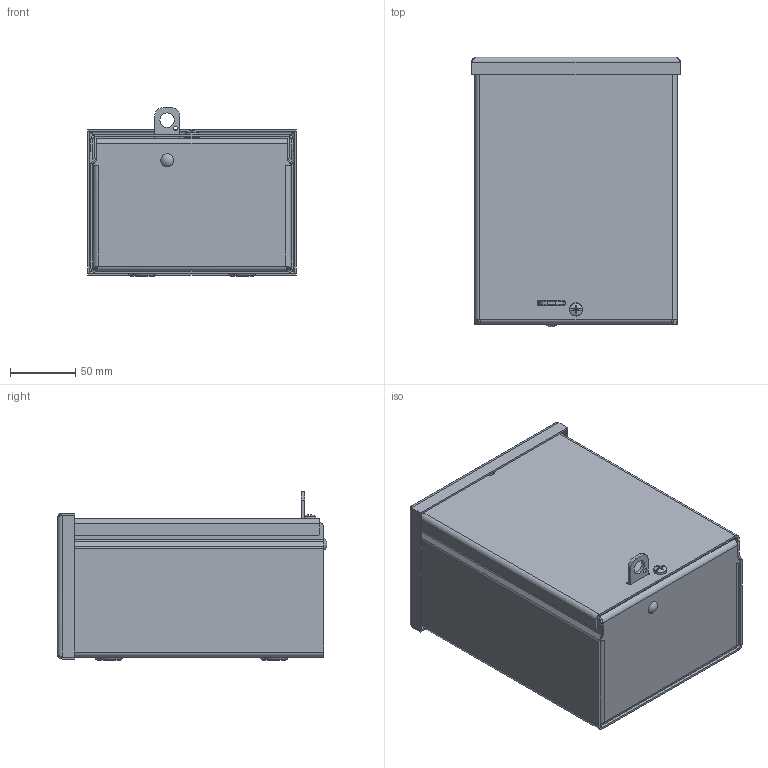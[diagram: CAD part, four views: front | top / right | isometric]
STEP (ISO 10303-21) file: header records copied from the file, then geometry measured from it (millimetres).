
FILE_DESCRIPTION(/* description */ ('RSC, S.S., NK, BACK-LEFT-RIGHT, 8X6X4'),/* implementation_level */ '2;1');
FILE_NAME(/* name */ 'RSC060804NKSS.stp',/* time_stamp */ '2017-10-17T06:40:43-05:00',/* author */ ('jkolesa'),/* organization */ (''),/* preprocessor_version */ 'ST-DEVELOPER v16.1',/* originating_system */ 'Autodesk Inventor 2016',/* authorisation */ '');
FILE_SCHEMA (('AUTOMOTIVE_DESIGN { 1 0 10303 214 3 1 1 }'));
Length unit declared in the file: inch
Products named in the file (10): RSC060804NKSSBLR; RSC0604NKSSBTM; RSC0604NKSSCAP; RSC0608NKSSLID; 34984; 37210; 39077; HFW384002; HFW369104; RSC060804NKSS
Assembly tree (9 placements, depth 2):
  RSC060804NKSS
    RSC060804NKSSBLR
    RSC0604NKSSBTM
    RSC0604NKSSCAP
    RSC0608NKSSLID
    34984
    37210
    39077
    HFW384002
    HFW369104
Bounding box: 159.98 x 206.94 x 129.12 mm (x, y, z)
Volume: 231485.7 mm3; surface area: 313150.1 mm2
Topology: 9 solids, 9 shells, 340 faces, 757 edges, 447 vertices
Faces by surface type: plane 197, cylinder 79, torus 23, cone 21, bspline 17, sphere 3
Full cylindrical faces by diameter (mm): 3.175 x1, 3.962 x1, 4.255 x1, 4.762 x1, 4.978 x1, 5.029 x1, 5.105 x1, 6.299 x1, 6.35 x2, 6.528 x1, 7.061 x1, 7.144 x4, 10.312 x1, 11.112 x1, 11.506 x1
Entity records: 9939 total; most frequent: CARTESIAN_POINT 2196, DIRECTION 1538, ORIENTED_EDGE 1406, EDGE_CURVE 703, AXIS2_PLACEMENT_3D 554, VERTEX_POINT 442, LINE 430, VECTOR 430
